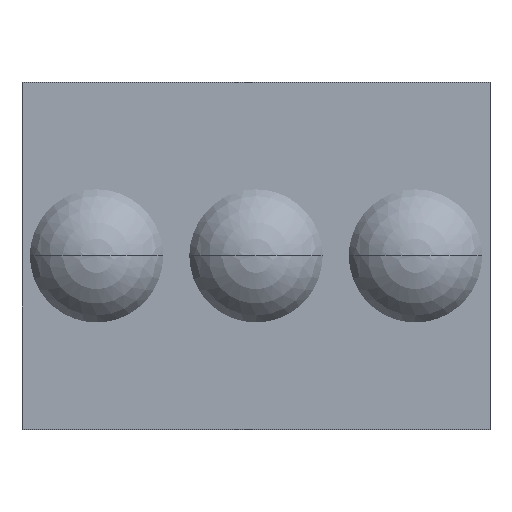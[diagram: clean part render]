
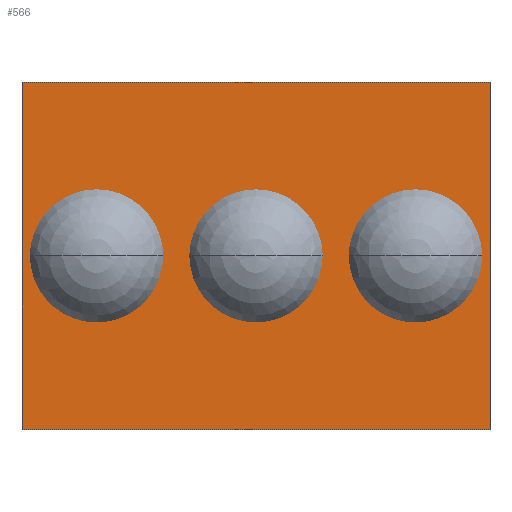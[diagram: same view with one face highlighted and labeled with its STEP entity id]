
A CAD part, top view. The second image highlights one B-rep face of the part: STEP entity #566.
In plain terms, the highlighted planar face has unit normal (0, 0, 1).
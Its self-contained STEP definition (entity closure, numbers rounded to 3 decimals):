
#472=CARTESIAN_POINT('',(-7.455,-5.525,4.51));
#473=VERTEX_POINT('',#472);
#480=CARTESIAN_POINT('',(-7.455,5.525,4.51));
#481=VERTEX_POINT('',#480);
#482=CARTESIAN_POINT('',(-7.455,5.525,4.51));
#483=DIRECTION('',(0.0,-1.0,0.0));
#484=VECTOR('',#483,11.05);
#485=LINE('',#482,#484);
#486=EDGE_CURVE('',#481,#473,#485,.T.);
#505=CARTESIAN_POINT('',(7.455,5.525,4.51));
#506=VERTEX_POINT('',#505);
#513=CARTESIAN_POINT('',(7.455,-5.525,4.51));
#514=VERTEX_POINT('',#513);
#515=CARTESIAN_POINT('',(7.455,-5.525,4.51));
#516=DIRECTION('',(0.0,1.0,0.0));
#517=VECTOR('',#516,11.05);
#518=LINE('',#515,#517);
#519=EDGE_CURVE('',#514,#506,#518,.T.);
#539=CARTESIAN_POINT('',(7.455,-5.525,4.51));
#540=DIRECTION('',(-1.0,0.0,0.0));
#541=VECTOR('',#540,14.91);
#542=LINE('',#539,#541);
#543=EDGE_CURVE('',#514,#473,#542,.T.);
#550=CARTESIAN_POINT('',(0.,0.,4.51));
#551=DIRECTION('',(0.0,0.0,1.0));
#552=DIRECTION('',(1.0,0.0,0.0));
#553=AXIS2_PLACEMENT_3D('',#550,#551,#552);
#554=PLANE('',#553);
#555=ORIENTED_EDGE('',*,*,#519,.T.);
#556=CARTESIAN_POINT('',(-7.455,5.525,4.51));
#557=DIRECTION('',(1.0,0.0,0.0));
#558=VECTOR('',#557,14.91);
#559=LINE('',#556,#558);
#560=EDGE_CURVE('',#481,#506,#559,.T.);
#561=ORIENTED_EDGE('',*,*,#560,.F.);
#562=ORIENTED_EDGE('',*,*,#486,.T.);
#563=ORIENTED_EDGE('',*,*,#543,.F.);
#564=EDGE_LOOP('',(#555,#561,#562,#563));
#565=FACE_OUTER_BOUND('',#564,.T.);
#566=ADVANCED_FACE('',(#565),#554,.T.);
